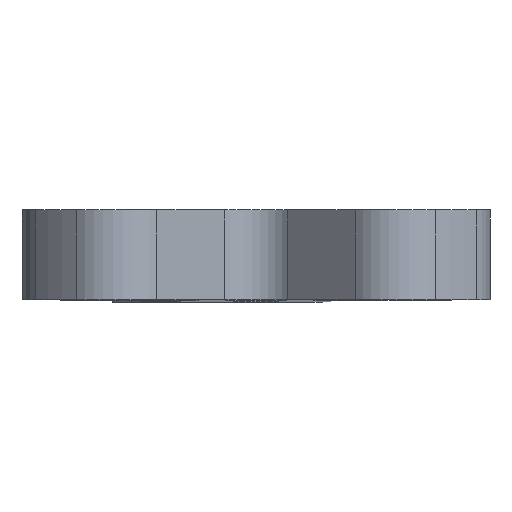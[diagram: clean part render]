
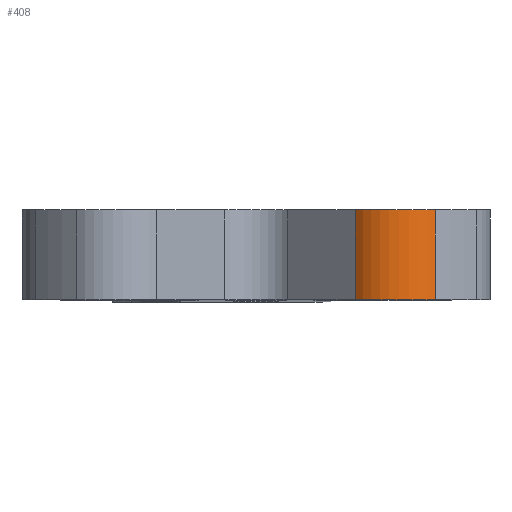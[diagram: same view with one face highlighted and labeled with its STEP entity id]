
A CAD part, top view. The second image highlights one B-rep face of the part: STEP entity #408.
In plain terms, the highlighted cylindrical face has radius 4 mm (diameter 8 mm), a partial arc.
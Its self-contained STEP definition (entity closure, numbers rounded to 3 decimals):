
#408=ADVANCED_FACE('',(#798),#800,.T.);
#798=FACE_BOUND('',#799,.T.);
#799=EDGE_LOOP('',(#1092,#1093,#1094,#1095));
#800=CYLINDRICAL_SURFACE('',#801,4.);
#801=AXIS2_PLACEMENT_3D('',#802,#803,#804);
#802=CARTESIAN_POINT('',(9.454,0.,70.941));
#803=DIRECTION('',(0.,1.,0.));
#804=DIRECTION('',(-0.707,0.,0.707));
#1092=ORIENTED_EDGE('',*,*,#1144,.T.);
#1093=ORIENTED_EDGE('',*,*,#1251,.T.);
#1094=ORIENTED_EDGE('',*,*,#1177,.F.);
#1095=ORIENTED_EDGE('',*,*,#1252,.F.);
#1144=EDGE_CURVE('',#1300,#1298,#1301,.T.);
#1177=EDGE_CURVE('',#1364,#1366,#1367,.T.);
#1251=EDGE_CURVE('',#1298,#1366,#1478,.T.);
#1252=EDGE_CURVE('',#1300,#1364,#1479,.T.);
#1298=VERTEX_POINT('',#1574);
#1300=VERTEX_POINT('',#1579);
#1301=CIRCLE('',#1580,4.);
#1364=VERTEX_POINT('',#1733);
#1366=VERTEX_POINT('',#1737);
#1367=CIRCLE('',#1738,4.);
#1478=LINE('',#2027,#2028);
#1479=LINE('',#2030,#2031);
#1574=CARTESIAN_POINT('',(11.975,0.,74.047));
#1579=CARTESIAN_POINT('',(6.625,0.,73.77));
#1580=AXIS2_PLACEMENT_3D('',#1581,#1582,#1583);
#1581=CARTESIAN_POINT('',(9.454,0.,70.941));
#1582=DIRECTION('',(0.,1.,0.));
#1583=DIRECTION('',(-0.707,0.,0.707));
#1733=CARTESIAN_POINT('',(6.625,6.,73.77));
#1737=CARTESIAN_POINT('',(11.975,6.,74.047));
#1738=AXIS2_PLACEMENT_3D('',#1739,#1740,#1741);
#1739=CARTESIAN_POINT('',(9.454,6.,70.941));
#1740=DIRECTION('',(0.,1.,0.));
#1741=DIRECTION('',(-0.707,0.,0.707));
#2027=CARTESIAN_POINT('',(11.975,0.,74.047));
#2028=VECTOR('',#2029,1.);
#2029=DIRECTION('',(0.,1.,0.));
#2030=CARTESIAN_POINT('',(6.625,0.,73.77));
#2031=VECTOR('',#2032,1.);
#2032=DIRECTION('',(0.,1.,0.));
